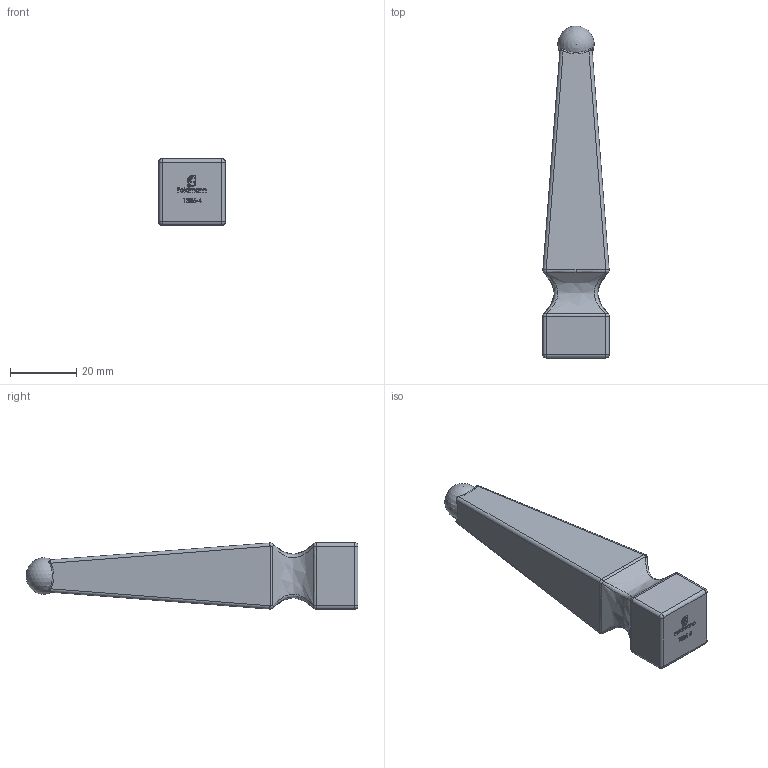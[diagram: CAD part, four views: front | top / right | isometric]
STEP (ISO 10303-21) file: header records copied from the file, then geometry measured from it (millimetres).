
FILE_DESCRIPTION (( 'STEP AP203' ), '1' );
FILE_NAME ('1386-4.STEP', '2024-02-06T09:12:42', ( '' ), ( '' ), 'SwSTEP 2.0', 'SolidWorks 2018', '' );
FILE_SCHEMA (( 'CONFIG_CONTROL_DESIGN' ));
Length unit declared in the file: millimetre
Products named in the file (1): 1386-4
Bounding box: 20 x 99.96 x 20 mm (x, y, z)
Volume: 24047.5 mm3; surface area: 6445.1 mm2
Topology: 1 solids, 1 shells, 323 faces, 832 edges, 528 vertices
Faces by surface type: bspline 150, plane 136, cylinder 20, sphere 17
Entity records: 15620 total; most frequent: CARTESIAN_POINT 8801, ORIENTED_EDGE 1650, DIRECTION 943, EDGE_CURVE 825, VERTEX_POINT 526, LINE 447, VECTOR 447, EDGE_LOOP 345
